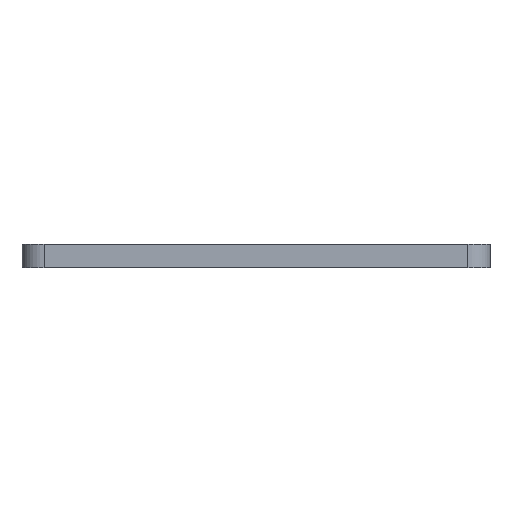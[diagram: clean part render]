
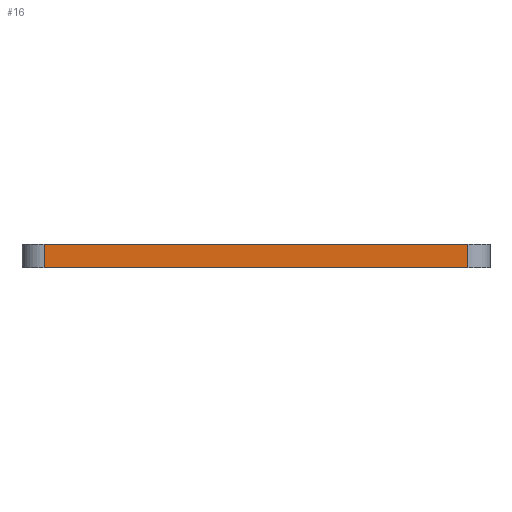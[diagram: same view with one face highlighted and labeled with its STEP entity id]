
A CAD part, front view. The second image highlights one B-rep face of the part: STEP entity #16.
In plain terms, the highlighted planar face has unit normal (0, -1, 0).
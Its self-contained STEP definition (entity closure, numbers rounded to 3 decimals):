
#16=ADVANCED_FACE('',(#134),#1706,.T.);
#134=FACE_OUTER_BOUND('',#246,.T.);
#246=EDGE_LOOP('',(#416,#417,#418,#419));
#416=ORIENTED_EDGE('',*,*,#915,.F.);
#417=ORIENTED_EDGE('',*,*,#916,.F.);
#418=ORIENTED_EDGE('',*,*,#917,.F.);
#419=ORIENTED_EDGE('',*,*,#886,.F.);
#886=EDGE_CURVE('',#1496,#1497,#1310,.T.);
#915=EDGE_CURVE('',#1550,#1496,#1339,.T.);
#916=EDGE_CURVE('',#1551,#1550,#1340,.T.);
#917=EDGE_CURVE('',#1497,#1551,#1341,.T.);
#1310=B_SPLINE_CURVE_WITH_KNOTS('',1,(#2934,#2935),.UNSPECIFIED.,.F.,.F.,
(2,2),(0.,76.),.UNSPECIFIED.);
#1339=B_SPLINE_CURVE_WITH_KNOTS('',1,(#2992,#2993),.UNSPECIFIED.,.F.,.F.,
(2,2),(-4.15,0.),.UNSPECIFIED.);
#1340=B_SPLINE_CURVE_WITH_KNOTS('',1,(#2994,#2995),.UNSPECIFIED.,.F.,.F.,
(2,2),(-76.,0.),.UNSPECIFIED.);
#1341=B_SPLINE_CURVE_WITH_KNOTS('',1,(#2996,#2997),.UNSPECIFIED.,.F.,.F.,
(2,2),(-4.15,0.),.UNSPECIFIED.);
#1496=VERTEX_POINT('',#2774);
#1497=VERTEX_POINT('',#2775);
#1550=VERTEX_POINT('',#2828);
#1551=VERTEX_POINT('',#2829);
#1706=PLANE('',#1848);
#1848=AXIS2_PLACEMENT_3D('',#2258,#2013,$);
#2013=DIRECTION('',(0.,-1.,0.));
#2258=CARTESIAN_POINT('',(66.6,-21.,-0.415));
#2774=CARTESIAN_POINT('',(59.,-21.,0.));
#2775=CARTESIAN_POINT('',(-17.,-21.,0.));
#2828=CARTESIAN_POINT('',(59.,-21.,4.15));
#2829=CARTESIAN_POINT('',(-17.,-21.,4.15));
#2934=CARTESIAN_POINT('',(59.,-21.,0.));
#2935=CARTESIAN_POINT('',(-17.,-21.,0.));
#2992=CARTESIAN_POINT('',(59.,-21.,4.15));
#2993=CARTESIAN_POINT('',(59.,-21.,0.));
#2994=CARTESIAN_POINT('',(-17.,-21.,4.15));
#2995=CARTESIAN_POINT('',(59.,-21.,4.15));
#2996=CARTESIAN_POINT('',(-17.,-21.,0.));
#2997=CARTESIAN_POINT('',(-17.,-21.,4.15));
